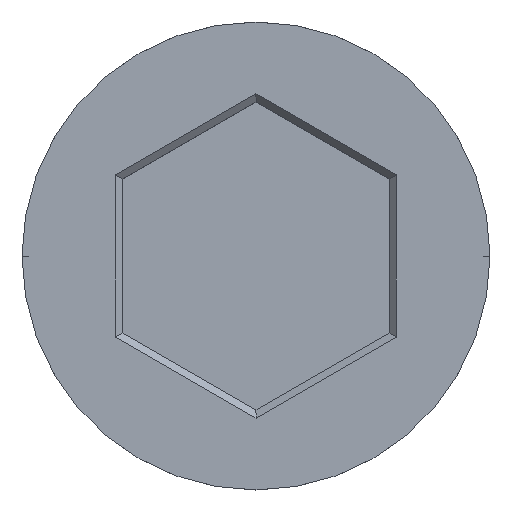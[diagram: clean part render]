
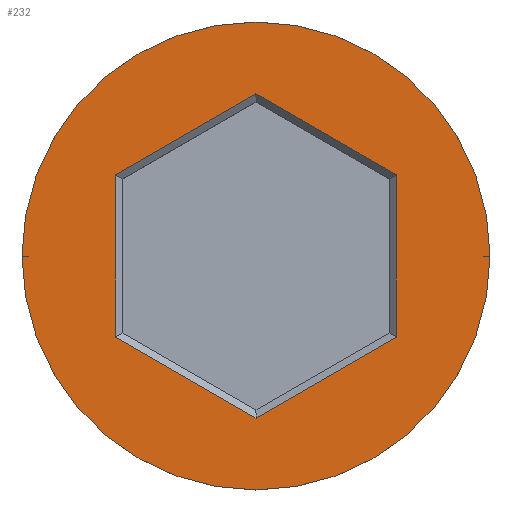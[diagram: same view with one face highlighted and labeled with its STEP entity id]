
A CAD part, top view. The second image highlights one B-rep face of the part: STEP entity #232.
In plain terms, the highlighted planar face has unit normal (0, 0, 1).
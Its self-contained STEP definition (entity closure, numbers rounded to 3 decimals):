
#40 = CARTESIAN_POINT ( 'NONE',  ( 0., 0., 0. ) ) ;
#71 = DIRECTION ( 'NONE',  ( 0., 0., 1. ) ) ;
#90 = VERTEX_POINT ( 'NONE', #262 ) ;
#149 = CIRCLE ( 'NONE', #1156, 6.5 ) ;
#180 = VERTEX_POINT ( 'NONE', #301 ) ;
#195 = DIRECTION ( 'NONE',  ( -0.866, 0.5, 0. ) ) ;
#215 = ORIENTED_EDGE ( 'NONE', *, *, #794, .T. ) ;
#229 = LINE ( 'NONE', #1256, #565 ) ;
#232 = ADVANCED_FACE ( 'NONE', ( #883, #413 ), #867, .T. ) ;
#262 = CARTESIAN_POINT ( 'NONE',  ( 3.9, -2.252, 0. ) ) ;
#293 = CARTESIAN_POINT ( 'NONE',  ( 0., 0., 0. ) ) ;
#301 = CARTESIAN_POINT ( 'NONE',  ( 6.5, 0., 0. ) ) ;
#314 = VECTOR ( 'NONE', #976, 1000. ) ;
#353 = DIRECTION ( 'NONE',  ( 0., -1., 0. ) ) ;
#354 = DIRECTION ( 'NONE',  ( 0.866, -0.5, 0. ) ) ;
#355 = EDGE_CURVE ( 'NONE', #556, #90, #1257, .T. ) ;
#389 = DIRECTION ( 'NONE',  ( -0.866, -0.5, 0. ) ) ;
#413 = FACE_OUTER_BOUND ( 'NONE', #507, .T. ) ;
#434 = CARTESIAN_POINT ( 'NONE',  ( -3.8, -2.309, 0. ) ) ;
#446 = CARTESIAN_POINT ( 'NONE',  ( 3.9, -2.136, 0. ) ) ;
#480 = EDGE_CURVE ( 'NONE', #90, #803, #950, .T. ) ;
#507 = EDGE_LOOP ( 'NONE', ( #632, #602 ) ) ;
#513 = VECTOR ( 'NONE', #195, 1000. ) ;
#517 = CARTESIAN_POINT ( 'NONE',  ( 0., -4.503, 0. ) ) ;
#536 = LINE ( 'NONE', #434, #513 ) ;
#556 = VERTEX_POINT ( 'NONE', #713 ) ;
#565 = VECTOR ( 'NONE', #675, 1000. ) ;
#602 = ORIENTED_EDGE ( 'NONE', *, *, #1118, .T. ) ;
#611 = VECTOR ( 'NONE', #353, 1000. ) ;
#632 = ORIENTED_EDGE ( 'NONE', *, *, #1277, .T. ) ;
#653 = CARTESIAN_POINT ( 'NONE',  ( -3.9, 2.136, 0. ) ) ;
#667 = CARTESIAN_POINT ( 'NONE',  ( -6.5, 0., 0. ) ) ;
#675 = DIRECTION ( 'NONE',  ( 0.866, 0.5, 0. ) ) ;
#680 = EDGE_LOOP ( 'NONE', ( #751, #215, #886, #870, #944, #728 ) ) ;
#710 = VECTOR ( 'NONE', #389, 1000. ) ;
#713 = CARTESIAN_POINT ( 'NONE',  ( 3.9, 2.252, 0. ) ) ;
#727 = DIRECTION ( 'NONE',  ( 1., 0., 0. ) ) ;
#728 = ORIENTED_EDGE ( 'NONE', *, *, #480, .T. ) ;
#751 = ORIENTED_EDGE ( 'NONE', *, *, #1273, .T. ) ;
#776 = AXIS2_PLACEMENT_3D ( 'NONE', #293, #71, #1221 ) ;
#794 = EDGE_CURVE ( 'NONE', #1075, #1015, #992, .T. ) ;
#803 = VERTEX_POINT ( 'NONE', #517 ) ;
#835 = DIRECTION ( 'NONE',  ( 0., 0., 1. ) ) ;
#867 = PLANE ( 'NONE',  #776 ) ;
#870 = ORIENTED_EDGE ( 'NONE', *, *, #1048, .T. ) ;
#883 = FACE_BOUND ( 'NONE', #680, .T. ) ;
#886 = ORIENTED_EDGE ( 'NONE', *, *, #1337, .T. ) ;
#900 = CARTESIAN_POINT ( 'NONE',  ( -3.9, -2.252, 0. ) ) ;
#938 = CIRCLE ( 'NONE', #1274, 6.5 ) ;
#944 = ORIENTED_EDGE ( 'NONE', *, *, #355, .T. ) ;
#950 = LINE ( 'NONE', #1072, #710 ) ;
#976 = DIRECTION ( 'NONE',  ( 0., 1., 0. ) ) ;
#986 = CARTESIAN_POINT ( 'NONE',  ( 0., 0., 0. ) ) ;
#992 = LINE ( 'NONE', #653, #314 ) ;
#995 = DIRECTION ( 'NONE',  ( 0., 0., 1. ) ) ;
#1010 = LINE ( 'NONE', #1029, #1034 ) ;
#1015 = VERTEX_POINT ( 'NONE', #1287 ) ;
#1029 = CARTESIAN_POINT ( 'NONE',  ( 3.8, 2.309, 0. ) ) ;
#1034 = VECTOR ( 'NONE', #354, 1000. ) ;
#1048 = EDGE_CURVE ( 'NONE', #1348, #556, #1010, .T. ) ;
#1072 = CARTESIAN_POINT ( 'NONE',  ( 0.1, -4.446, 0. ) ) ;
#1075 = VERTEX_POINT ( 'NONE', #900 ) ;
#1118 = EDGE_CURVE ( 'NONE', #1186, #180, #938, .T. ) ;
#1156 = AXIS2_PLACEMENT_3D ( 'NONE', #986, #995, #1448 ) ;
#1186 = VERTEX_POINT ( 'NONE', #667 ) ;
#1221 = DIRECTION ( 'NONE',  ( 1., 0., 0. ) ) ;
#1239 = CARTESIAN_POINT ( 'NONE',  ( 0., 4.503, 0. ) ) ;
#1256 = CARTESIAN_POINT ( 'NONE',  ( -0.1, 4.446, 0. ) ) ;
#1257 = LINE ( 'NONE', #446, #611 ) ;
#1273 = EDGE_CURVE ( 'NONE', #803, #1075, #536, .T. ) ;
#1274 = AXIS2_PLACEMENT_3D ( 'NONE', #40, #835, #727 ) ;
#1277 = EDGE_CURVE ( 'NONE', #180, #1186, #149, .T. ) ;
#1287 = CARTESIAN_POINT ( 'NONE',  ( -3.9, 2.252, 0. ) ) ;
#1337 = EDGE_CURVE ( 'NONE', #1015, #1348, #229, .T. ) ;
#1348 = VERTEX_POINT ( 'NONE', #1239 ) ;
#1448 = DIRECTION ( 'NONE',  ( 1., 0., 0. ) ) ;
